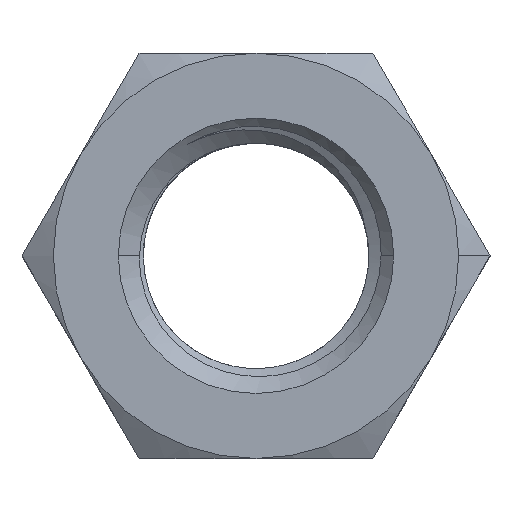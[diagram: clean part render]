
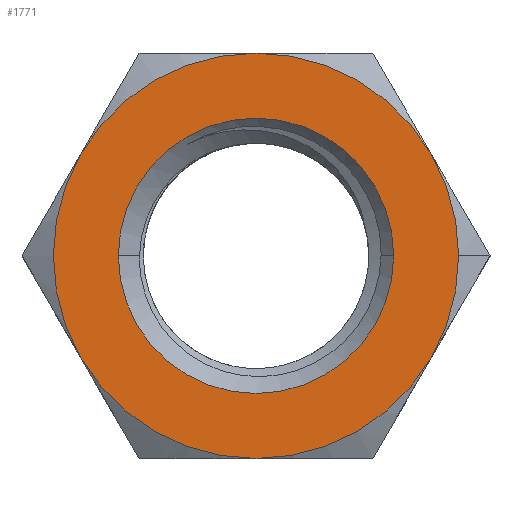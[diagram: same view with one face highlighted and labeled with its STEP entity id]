
A CAD part, top view. The second image highlights one B-rep face of the part: STEP entity #1771.
In plain terms, the highlighted planar face has unit normal (0, 0, 1).
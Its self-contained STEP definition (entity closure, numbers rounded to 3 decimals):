
#7 = CARTESIAN_POINT ( 'NONE',  ( 0., 0., 34. ) ) ;
#110 = CARTESIAN_POINT ( 'NONE',  ( 28.146, 16.25, 34. ) ) ;
#135 = DIRECTION ( 'NONE',  ( 1., 0., 0. ) ) ;
#199 = DIRECTION ( 'NONE',  ( 0., 0., 1. ) ) ;
#213 = CIRCLE ( 'NONE', #825, 32.5 ) ;
#218 = CARTESIAN_POINT ( 'NONE',  ( 0., 32.5, 34. ) ) ;
#225 = VERTEX_POINT ( 'NONE', #218 ) ;
#231 = DIRECTION ( 'NONE',  ( 1., 0., 0. ) ) ;
#233 = CARTESIAN_POINT ( 'NONE',  ( 0., 0., 34. ) ) ;
#288 = DIRECTION ( 'NONE',  ( 1., 0., 0. ) ) ;
#303 = AXIS2_PLACEMENT_3D ( 'NONE', #1808, #1146, #2743 ) ;
#339 = DIRECTION ( 'NONE',  ( 0., 0., 1. ) ) ;
#349 = CARTESIAN_POINT ( 'NONE',  ( 0., 0., 34. ) ) ;
#440 = EDGE_CURVE ( 'NONE', #1844, #849, #1040, .T. ) ;
#470 = CARTESIAN_POINT ( 'NONE',  ( 0., 0., 34. ) ) ;
#473 = AXIS2_PLACEMENT_3D ( 'NONE', #1376, #2506, #2960 ) ;
#495 = DIRECTION ( 'NONE',  ( 0., 0., 1. ) ) ;
#618 = VERTEX_POINT ( 'NONE', #2652 ) ;
#718 = AXIS2_PLACEMENT_3D ( 'NONE', #349, #2409, #135 ) ;
#735 = CARTESIAN_POINT ( 'NONE',  ( -28.146, -16.25, 34. ) ) ;
#748 = VERTEX_POINT ( 'NONE', #2443 ) ;
#757 = DIRECTION ( 'NONE',  ( 1., 0., 0. ) ) ;
#809 = EDGE_CURVE ( 'NONE', #849, #1844, #2178, .T. ) ;
#825 = AXIS2_PLACEMENT_3D ( 'NONE', #7, #199, #2283 ) ;
#849 = VERTEX_POINT ( 'NONE', #2933 ) ;
#851 = CIRCLE ( 'NONE', #473, 32.5 ) ;
#881 = CIRCLE ( 'NONE', #2729, 32.5 ) ;
#915 = ORIENTED_EDGE ( 'NONE', *, *, #2406, .T. ) ;
#955 = DIRECTION ( 'NONE',  ( 0., 0., 1. ) ) ;
#966 = EDGE_CURVE ( 'NONE', #2825, #618, #2814, .T. ) ;
#996 = ORIENTED_EDGE ( 'NONE', *, *, #1604, .T. ) ;
#1040 = CIRCLE ( 'NONE', #2912, 22.075 ) ;
#1080 = ORIENTED_EDGE ( 'NONE', *, *, #2090, .T. ) ;
#1130 = AXIS2_PLACEMENT_3D ( 'NONE', #1833, #2971, #2497 ) ;
#1146 = DIRECTION ( 'NONE',  ( 0., 0., 1. ) ) ;
#1168 = EDGE_CURVE ( 'NONE', #2885, #225, #881, .T. ) ;
#1208 = CARTESIAN_POINT ( 'NONE',  ( 0., 0., 34. ) ) ;
#1254 = DIRECTION ( 'NONE',  ( 1., 0., 0. ) ) ;
#1279 = ORIENTED_EDGE ( 'NONE', *, *, #440, .T. ) ;
#1376 = CARTESIAN_POINT ( 'NONE',  ( 0., 0., 34. ) ) ;
#1389 = CIRCLE ( 'NONE', #303, 32.5 ) ;
#1429 = FACE_OUTER_BOUND ( 'NONE', #2183, .T. ) ;
#1469 = EDGE_LOOP ( 'NONE', ( #2266, #1279 ) ) ;
#1604 = EDGE_CURVE ( 'NONE', #2558, #1782, #1389, .T. ) ;
#1618 = PLANE ( 'NONE',  #1130 ) ;
#1649 = ORIENTED_EDGE ( 'NONE', *, *, #1727, .T. ) ;
#1671 = AXIS2_PLACEMENT_3D ( 'NONE', #233, #2543, #1816 ) ;
#1727 = EDGE_CURVE ( 'NONE', #618, #2558, #851, .T. ) ;
#1771 = ADVANCED_FACE ( 'NONE', ( #2607, #1429 ), #1618, .T. ) ;
#1782 = VERTEX_POINT ( 'NONE', #2070 ) ;
#1808 = CARTESIAN_POINT ( 'NONE',  ( 0., 0., 34. ) ) ;
#1816 = DIRECTION ( 'NONE',  ( 1., 0., 0. ) ) ;
#1831 = EDGE_CURVE ( 'NONE', #1782, #2885, #2355, .T. ) ;
#1833 = CARTESIAN_POINT ( 'NONE',  ( 0., 0., 34. ) ) ;
#1844 = VERTEX_POINT ( 'NONE', #2119 ) ;
#1924 = ORIENTED_EDGE ( 'NONE', *, *, #1168, .T. ) ;
#2070 = CARTESIAN_POINT ( 'NONE',  ( 32.5, 0., 34. ) ) ;
#2076 = AXIS2_PLACEMENT_3D ( 'NONE', #470, #495, #231 ) ;
#2090 = EDGE_CURVE ( 'NONE', #225, #748, #213, .T. ) ;
#2119 = CARTESIAN_POINT ( 'NONE',  ( -22.075, 0., 34. ) ) ;
#2124 = CARTESIAN_POINT ( 'NONE',  ( 28.146, -16.25, 34. ) ) ;
#2178 = CIRCLE ( 'NONE', #718, 22.075 ) ;
#2183 = EDGE_LOOP ( 'NONE', ( #996, #2616, #1924, #1080, #915, #2304, #1649 ) ) ;
#2266 = ORIENTED_EDGE ( 'NONE', *, *, #809, .T. ) ;
#2283 = DIRECTION ( 'NONE',  ( 1., 0., 0. ) ) ;
#2304 = ORIENTED_EDGE ( 'NONE', *, *, #966, .T. ) ;
#2355 = CIRCLE ( 'NONE', #2433, 32.5 ) ;
#2379 = CARTESIAN_POINT ( 'NONE',  ( 0., 0., 34. ) ) ;
#2406 = EDGE_CURVE ( 'NONE', #748, #2825, #2964, .T. ) ;
#2409 = DIRECTION ( 'NONE',  ( 0., 0., -1. ) ) ;
#2433 = AXIS2_PLACEMENT_3D ( 'NONE', #2549, #955, #288 ) ;
#2443 = CARTESIAN_POINT ( 'NONE',  ( -28.146, 16.25, 34. ) ) ;
#2497 = DIRECTION ( 'NONE',  ( 1., 0., 0. ) ) ;
#2506 = DIRECTION ( 'NONE',  ( 0., 0., 1. ) ) ;
#2543 = DIRECTION ( 'NONE',  ( 0., 0., 1. ) ) ;
#2549 = CARTESIAN_POINT ( 'NONE',  ( 0., 0., 34. ) ) ;
#2558 = VERTEX_POINT ( 'NONE', #2124 ) ;
#2597 = DIRECTION ( 'NONE',  ( 0., 0., -1. ) ) ;
#2607 = FACE_BOUND ( 'NONE', #1469, .T. ) ;
#2616 = ORIENTED_EDGE ( 'NONE', *, *, #1831, .T. ) ;
#2652 = CARTESIAN_POINT ( 'NONE',  ( 0., -32.5, 34. ) ) ;
#2729 = AXIS2_PLACEMENT_3D ( 'NONE', #2379, #339, #1254 ) ;
#2743 = DIRECTION ( 'NONE',  ( 1., 0., 0. ) ) ;
#2814 = CIRCLE ( 'NONE', #1671, 32.5 ) ;
#2825 = VERTEX_POINT ( 'NONE', #735 ) ;
#2885 = VERTEX_POINT ( 'NONE', #110 ) ;
#2912 = AXIS2_PLACEMENT_3D ( 'NONE', #1208, #2597, #757 ) ;
#2933 = CARTESIAN_POINT ( 'NONE',  ( 22.075, 0., 34. ) ) ;
#2960 = DIRECTION ( 'NONE',  ( 1., 0., 0. ) ) ;
#2964 = CIRCLE ( 'NONE', #2076, 32.5 ) ;
#2971 = DIRECTION ( 'NONE',  ( 0., 0., 1. ) ) ;
